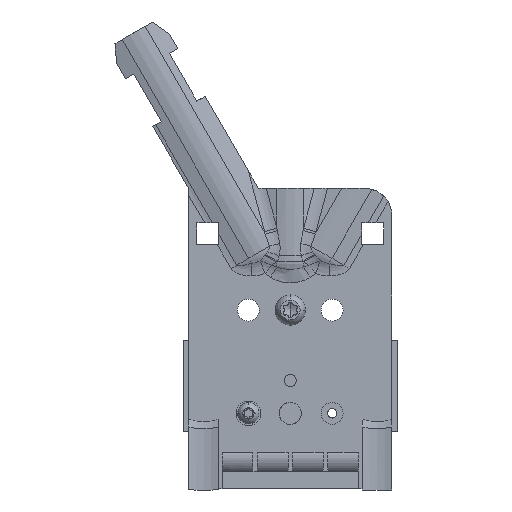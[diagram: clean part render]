
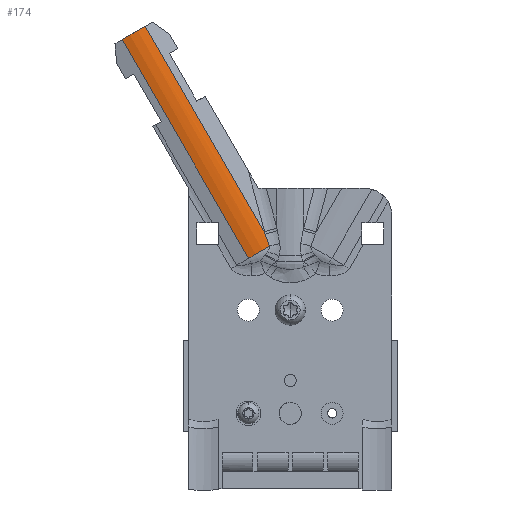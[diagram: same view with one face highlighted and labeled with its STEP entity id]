
A CAD part, front view. The second image highlights one B-rep face of the part: STEP entity #174.
In plain terms, the highlighted cylindrical face has radius 10 mm (diameter 20 mm), a partial arc.
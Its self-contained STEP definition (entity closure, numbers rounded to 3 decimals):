
#138=AXIS2_PLACEMENT_3D('Cylinder Axis2P3D',#135,#136,#137) ;
#142=AXIS2_PLACEMENT_3D('Circle Axis2P3D',#140,#141,$) ;
#164=AXIS2_PLACEMENT_3D('Circle Axis2P3D',#162,#163,$) ;
#70=CARTESIAN_POINT('Vertex',(24.333,1.653,42.168)) ;
#73=CARTESIAN_POINT('Line Origine',(12.833,1.653,62.087)) ;
#77=CARTESIAN_POINT('Vertex',(1.333,1.653,82.006)) ;
#135=CARTESIAN_POINT('Axis2P3D Location',(26.178,11.356,43.811)) ;
#140=CARTESIAN_POINT('Axis2P3D Location',(26.428,11.356,43.378)) ;
#144=CARTESIAN_POINT('Vertex',(28.172,1.56,44.385)) ;
#148=CARTESIAN_POINT('Control Point',(27.361,1.653,46.601)) ;
#149=CARTESIAN_POINT('Control Point',(27.63,1.619,45.863)) ;
#150=CARTESIAN_POINT('Control Point',(27.901,1.588,45.124)) ;
#151=CARTESIAN_POINT('Control Point',(28.172,1.56,44.385)) ;
#152=CARTESIAN_POINT('Vertex',(27.361,1.653,46.601)) ;
#155=CARTESIAN_POINT('Line Origine',(28.273,1.653,45.021)) ;
#159=CARTESIAN_POINT('Vertex',(5.523,1.653,84.425)) ;
#162=CARTESIAN_POINT('Axis2P3D Location',(3.428,11.356,83.215)) ;
#74=DIRECTION('Vector Direction',(0.5,0.,-0.866)) ;
#136=DIRECTION('Axis2P3D Direction',(0.5,0.,-0.866)) ;
#137=DIRECTION('Axis2P3D XDirection',(0.21,-0.97,0.121)) ;
#141=DIRECTION('Axis2P3D Direction',(0.5,0.,-0.866)) ;
#156=DIRECTION('Vector Direction',(0.5,0.,-0.866)) ;
#163=DIRECTION('Axis2P3D Direction',(0.5,0.,-0.866)) ;
#75=VECTOR('Line Direction',#74,1.) ;
#157=VECTOR('Line Direction',#156,1.) ;
#168=ORIENTED_EDGE('',*,*,#79,.T.) ;
#169=ORIENTED_EDGE('',*,*,#146,.F.) ;
#170=ORIENTED_EDGE('',*,*,#154,.T.) ;
#171=ORIENTED_EDGE('',*,*,#161,.F.) ;
#172=ORIENTED_EDGE('',*,*,#166,.T.) ;
#174=ADVANCED_FACE('SIBL SH',(#173),#139,.T.) ;
#147=B_SPLINE_CURVE_WITH_KNOTS('',3,(#148,#149,#150,#151),.UNSPECIFIED.,.F.,.U.,(4,4),(8.064,11.402),.UNSPECIFIED.) ;
#143=CIRCLE('generated circle',#142,10.) ;
#165=CIRCLE('generated circle',#164,10.) ;
#139=CYLINDRICAL_SURFACE('generated cylinder',#138,10.) ;
#79=EDGE_CURVE('',#78,#71,#76,.T.) ;
#146=EDGE_CURVE('',#145,#71,#143,.T.) ;
#154=EDGE_CURVE('',#145,#153,#147,.F.) ;
#161=EDGE_CURVE('',#160,#153,#158,.T.) ;
#166=EDGE_CURVE('',#160,#78,#165,.T.) ;
#167=EDGE_LOOP('',(#168,#169,#170,#171,#172)) ;
#173=FACE_OUTER_BOUND('',#167,.T.) ;
#76=LINE('Line',#73,#75) ;
#158=LINE('Line',#155,#157) ;
#71=VERTEX_POINT('',#70) ;
#78=VERTEX_POINT('',#77) ;
#145=VERTEX_POINT('',#144) ;
#153=VERTEX_POINT('',#152) ;
#160=VERTEX_POINT('',#159) ;
